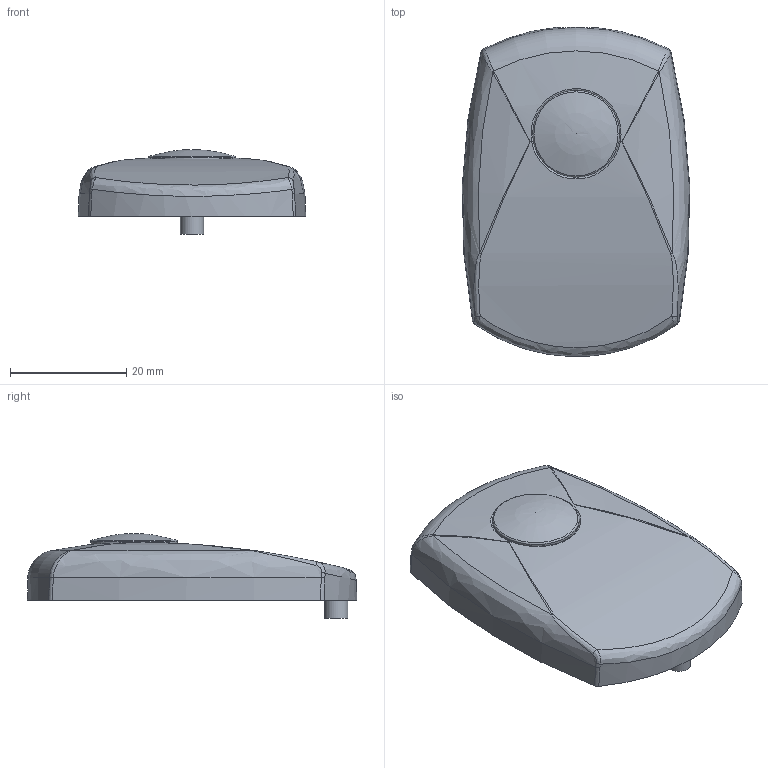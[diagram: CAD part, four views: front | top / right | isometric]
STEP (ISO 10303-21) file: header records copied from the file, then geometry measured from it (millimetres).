
FILE_DESCRIPTION((''),'2;1');
FILE_NAME('Верх+кнокпка+пружина.stp','2011-01-28T16:24:35',('Grechka'),(''),'Autodesk Inventor 2011','Autodesk Inventor 2011','');
FILE_SCHEMA(('AUTOMOTIVE_DESIGN { 1 0 10303 214 1 1 1 1 }'));
Length unit declared in the file: millimetre
Products named in the file (1): Верх+кнокпка+пружина
Bounding box: 39.13 x 56.66 x 14.6 mm (x, y, z)
Volume: 7517.7 mm3; surface area: 7724.6 mm2
Topology: 3 solids, 3 shells, 156 faces, 426 edges, 278 vertices
Faces by surface type: plane 69, bspline 49, cylinder 23, cone 9, torus 6
Full cylindrical faces by diameter (mm): 4 x1, 8 x1, 14.9 x2, 17 x1
Entity records: 6335 total; most frequent: CARTESIAN_POINT 2696, ORIENTED_EDGE 812, DIRECTION 560, EDGE_CURVE 406, VERTEX_POINT 271, AXIS2_PLACEMENT_3D 220, EDGE_LOOP 173, B_SPLINE_CURVE_WITH_KNOTS 172
